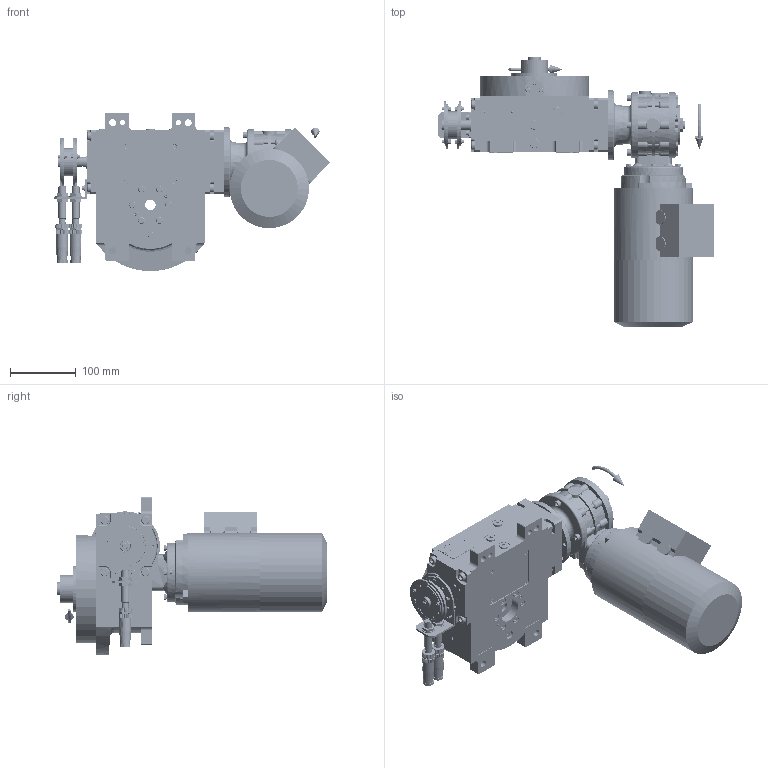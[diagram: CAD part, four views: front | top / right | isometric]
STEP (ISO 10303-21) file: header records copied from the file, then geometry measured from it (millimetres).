
FILE_DESCRIPTION (( 'STEP AP203' ), '1' );
FILE_NAME ('PC5200480.step', '2024-07-10T06:34:43', ( '' ), ( '' ), 'SwSTEP 2.0', 'SolidWorks 2020', '' );
FILE_SCHEMA (( 'CONFIG_CONTROL_DESIGN' ));
Length unit declared in the file: millimetre
Products named in the file (88): cfn2000_01_129; cfn2010_01_006; cfn2400_04_024; cfn2000_01_151; freccia_angolare_albero; cfn2151_01_162; cfn2128_05_006; AS_900_38_10_028; cfn2128_04_011; cfn2000_01_147; cfn2000_01_185; cfn2223_01-390x6-b; cfn2107_01_001; BM63B14; olio_agip_blasia_150; cfn2000_01_184; AS_cfn2400_04_024; cfn2104_02_017; cfn2115_02_182; PC5200480; 900_38_30_003; AS_900_00_00_005; cfn2104_01_002; cfn2010_02_002; cfn2356_03_051; 900_00_00_005; cfn2155_01_038; rig04_005; cfn2401_02_005; cfn2205_01_012; rig04_001_a_001; cfn2115_02_194; RMI40_F1_LCB_DX_63B14; AS_rig04_004_s_002; cfn2070_05_001; cfn2003_01_063; AS_rig04_004; rig04_003_10; cfn2000_01_161; AS_rig04_015 ...
Assembly tree (91 placements, depth 3):
  cfn2010_01_006
  cfn2151_01_162
  cfn2223_01-390x6-b
  olio_agip_blasia_150
  PC5200480
    rig04_001_a_001
    AS_cfn2476_01_001_48x38
      cfn2476_01_001_48x38
      cfn2107_01_001
      cfn2107_01_001
    AS_rig04_071_10_m
      rig04_005
      rig04_003_10
      cfn2155_01_007
      rig06_021
      cfn2010_02_002
      cfn2000_01_185
      cfn2000_01_185
      cfn2104_02_017
      cfn2000_01_147  x8
      cfn2104_01_016  x2
    AS_rig04_014
      rig04_014
      cfn2000_01_151
      cfn2000_01_151
      cfn2000_01_151
      cfn2000_01_151
      cfn2000_01_151
      cfn2000_01_151
      cfn2155_01_186
      cfn2104_01_002
      cfn2104_01_002
    AS_rig04_004_s_002
      rig04_004_s_002
      cfn2155_01_038
      cfn2070_05_001
      cfn2000_01_129
      cfn2000_01_129  x2
      cfn2000_01_129
    AS_rig04_004
      rig04_004
      cfn2155_01_055
      cfn2070_05_001
      cfn2000_01_129  x2
      cfn2000_01_129
      cfn2000_01_129
    AS_rig04_002_bl_004
      rig04_002_bl_004
      cfn2115_02_182
    AS_rig04_004_s_001
      rig04_004_s_001
      cfn2000_01_129
      cfn2000_01_129
      cfn2000_01_129  x2
    cfn2128_04_011
    cfn2128_04_011
    cfn2128_04_011
    cfn2128_05_006
    AS_rig04_015
      rig04_015
Bounding box: 420.63 x 412.49 x 240.91 mm (x, y, z)
Volume: 4902628.3 mm3; surface area: 780750 mm2
Topology: 93 solids, 93 shells, 6152 faces, 15561 edges, 9889 vertices
Faces by surface type: plane 2827, cylinder 2107, cone 1031, torus 163, bspline 18, sphere 6
Entity records: 166262 total; most frequent: CARTESIAN_POINT 39686, DIRECTION 24838, ORIENTED_EDGE 24232, EDGE_CURVE 12116, AXIS2_PLACEMENT_3D 9174, VERTEX_POINT 7783, VECTOR 6490, LINE 6490
